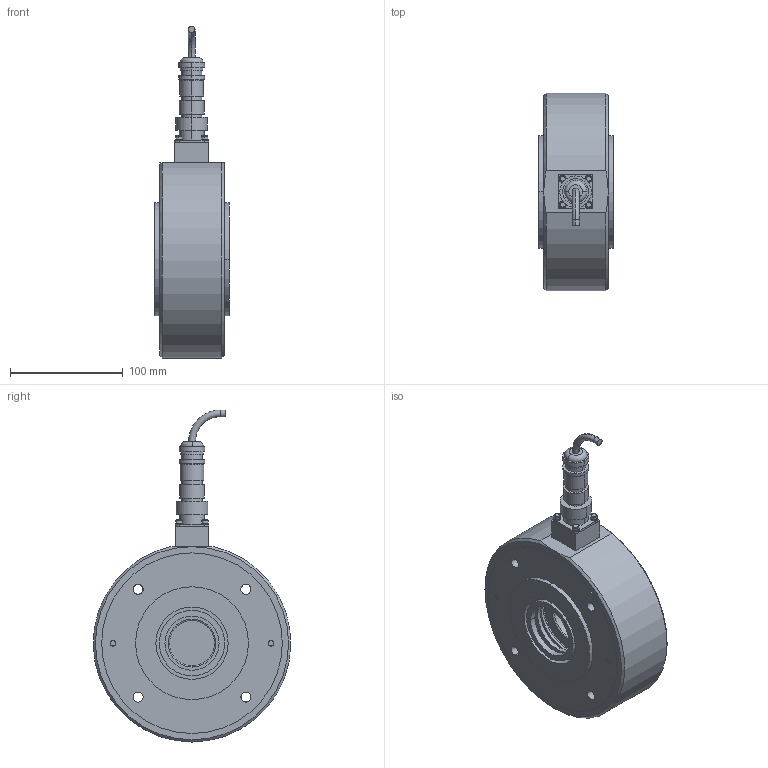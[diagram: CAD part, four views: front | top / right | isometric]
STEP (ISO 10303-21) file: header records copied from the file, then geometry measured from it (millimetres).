
FILE_DESCRIPTION((''),'2;1');
FILE_NAME('50053.stp','2007-09-21T11:20:14',(''),(''),'Mechanical Desktop 2007','Mechanical Desktop 2007',', , ');
FILE_SCHEMA(('CONFIG_CONTROL_DESIGN'));
Length unit declared in the file: millimetre
Products named in the file (27): L50053; L4857104; TEIL1; L49015; ~TEIL1; L49026; TEIL1AAA; L4340401; TEIL1AA; L49113; TEIL1A; I-6KT_SCHRAUBE_M6X50NK; I-6KT_SCHRAUBE_M6X50NKA; FEDERRING_M3A; FEDERRING_M3; I-6KT_SCHRAUBE_M3X25A; I-6KT_SCHRAUBE_M3X25; V_RING_V50A; V_RING_V50AA; SICHERUNGSRING_J80; SICHERUNGSRING_J80A; PENDELKUGELLAGER_1208TVA; PENDELKUGELLAGER_1208TV; KABELDOSE_PG_AMPH_4-POLA; KABELDOSE_PG_AMPH_4-POL; TEIL2; RM_SDB
Assembly tree (37 placements, depth 3):
  L50053
    L4857104
      TEIL1
    L49015
      ~TEIL1
    L49026
      TEIL1AAA
    L4340401  x2
      TEIL1AA
    L49113
      TEIL1A
    I-6KT_SCHRAUBE_M6X50NK  x2
      I-6KT_SCHRAUBE_M6X50NKA
    FEDERRING_M3A  x4
      FEDERRING_M3
    I-6KT_SCHRAUBE_M3X25A  x4
      I-6KT_SCHRAUBE_M3X25
    V_RING_V50A
      V_RING_V50AA
    SICHERUNGSRING_J80
      SICHERUNGSRING_J80A
    PENDELKUGELLAGER_1208TVA
      PENDELKUGELLAGER_1208TV
    KABELDOSE_PG_AMPH_4-POLA
      KABELDOSE_PG_AMPH_4-POL
    TEIL2  x2
    RM_SDB  x3
Bounding box: 65.9 x 174.96 x 294 mm (x, y, z)
Volume: 1276482.1 mm3; surface area: 275582.5 mm2
Topology: 22 solids, 22 shells, 380 faces, 877 edges, 576 vertices
Faces by surface type: cylinder 235, plane 91, cone 28, torus 24, bspline 2
Entity records: 9388 total; most frequent: DIRECTION 1769, CARTESIAN_POINT 1620, ORIENTED_EDGE 1348, AXIS2_PLACEMENT_3D 770, EDGE_CURVE 674, VERTEX_POINT 446, CIRCLE 442, EDGE_LOOP 412
